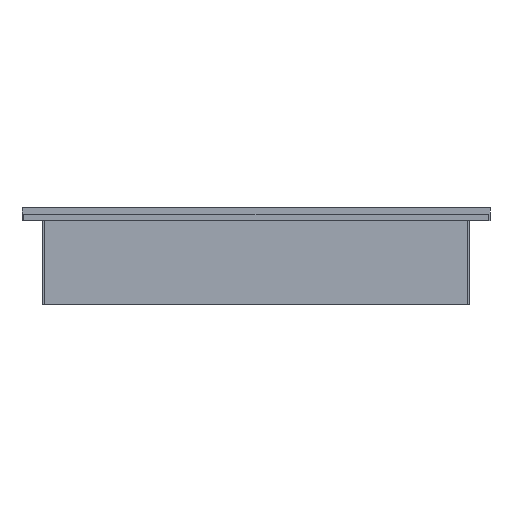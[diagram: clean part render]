
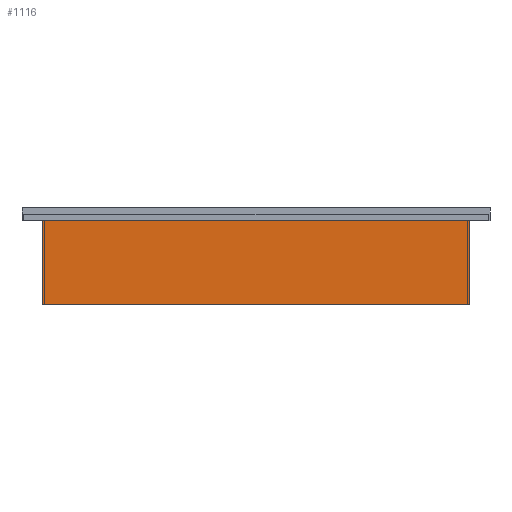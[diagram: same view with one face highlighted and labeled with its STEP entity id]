
A CAD part, front view. The second image highlights one B-rep face of the part: STEP entity #1116.
In plain terms, the highlighted planar face has unit normal (0, -1, 0).
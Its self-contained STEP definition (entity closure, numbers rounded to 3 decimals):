
#164 = PLANE ( 'NONE',  #614 ) ;
#183 = CARTESIAN_POINT ( 'NONE',  ( -115., -115., -47.5 ) ) ;
#425 = VERTEX_POINT ( 'NONE', #1092 ) ;
#480 = FACE_OUTER_BOUND ( 'NONE', #514, .T. ) ;
#514 = EDGE_LOOP ( 'NONE', ( #2824, #1239, #1148, #2689 ) ) ;
#614 = AXIS2_PLACEMENT_3D ( 'NONE', #968, #1821, #2074 ) ;
#880 = LINE ( 'NONE', #2278, #1936 ) ;
#915 = DIRECTION ( 'NONE',  ( 1., 0., 0. ) ) ;
#968 = CARTESIAN_POINT ( 'NONE',  ( -115., -115., -47.5 ) ) ;
#986 = EDGE_CURVE ( 'NONE', #3497, #425, #880, .T. ) ;
#993 = CARTESIAN_POINT ( 'NONE',  ( 115., -115., 0. ) ) ;
#1092 = CARTESIAN_POINT ( 'NONE',  ( 115., -115., -47.5 ) ) ;
#1116 = ADVANCED_FACE ( 'NONE', ( #480 ), #164, .T. ) ;
#1124 = EDGE_CURVE ( 'NONE', #3497, #3166, #2058, .T. ) ;
#1148 = ORIENTED_EDGE ( 'NONE', *, *, #1124, .F. ) ;
#1172 = CARTESIAN_POINT ( 'NONE',  ( 115., -115., -47.5 ) ) ;
#1239 = ORIENTED_EDGE ( 'NONE', *, *, #2116, .F. ) ;
#1243 = CARTESIAN_POINT ( 'NONE',  ( 115., -115., 0. ) ) ;
#1821 = DIRECTION ( 'NONE',  ( 0., -1., 0. ) ) ;
#1936 = VECTOR ( 'NONE', #915, 1000. ) ;
#1966 = DIRECTION ( 'NONE',  ( 0., 0., 1. ) ) ;
#1999 = EDGE_CURVE ( 'NONE', #425, #3328, #3336, .T. ) ;
#2058 = LINE ( 'NONE', #183, #2284 ) ;
#2074 = DIRECTION ( 'NONE',  ( 1., 0., 0. ) ) ;
#2116 = EDGE_CURVE ( 'NONE', #3166, #3328, #2631, .T. ) ;
#2278 = CARTESIAN_POINT ( 'NONE',  ( -115., -115., -47.5 ) ) ;
#2284 = VECTOR ( 'NONE', #2333, 1000. ) ;
#2333 = DIRECTION ( 'NONE',  ( 0., 0., 1. ) ) ;
#2631 = LINE ( 'NONE', #1243, #3107 ) ;
#2689 = ORIENTED_EDGE ( 'NONE', *, *, #986, .T. ) ;
#2824 = ORIENTED_EDGE ( 'NONE', *, *, #1999, .T. ) ;
#2898 = DIRECTION ( 'NONE',  ( 1., 0., 0. ) ) ;
#3107 = VECTOR ( 'NONE', #2898, 1000. ) ;
#3166 = VERTEX_POINT ( 'NONE', #3423 ) ;
#3301 = CARTESIAN_POINT ( 'NONE',  ( -115., -115., -47.5 ) ) ;
#3328 = VERTEX_POINT ( 'NONE', #993 ) ;
#3336 = LINE ( 'NONE', #1172, #3448 ) ;
#3423 = CARTESIAN_POINT ( 'NONE',  ( -115., -115., 0. ) ) ;
#3448 = VECTOR ( 'NONE', #1966, 1000. ) ;
#3497 = VERTEX_POINT ( 'NONE', #3301 ) ;
